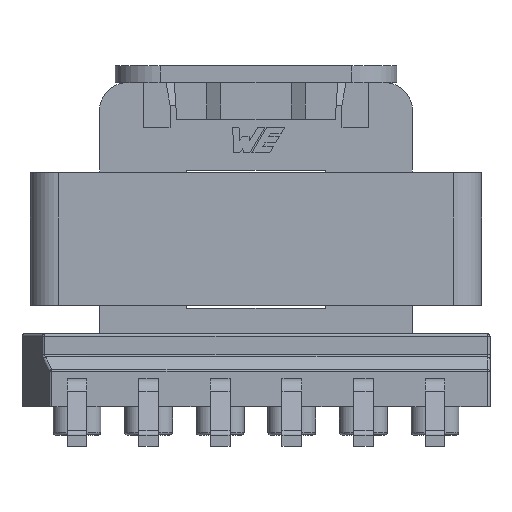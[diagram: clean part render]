
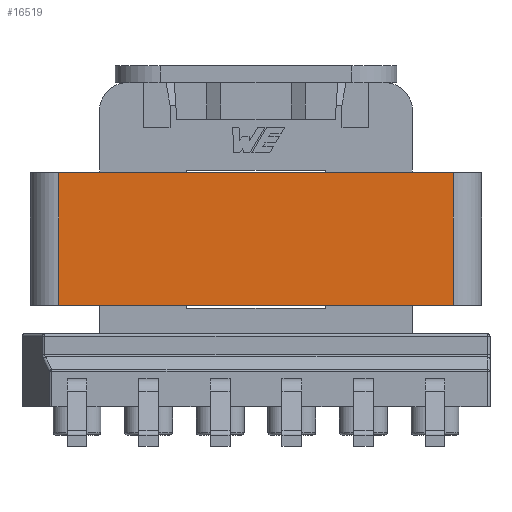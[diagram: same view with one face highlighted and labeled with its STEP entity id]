
A CAD part, left-side view. The second image highlights one B-rep face of the part: STEP entity #16519.
In plain terms, the highlighted face is planar.
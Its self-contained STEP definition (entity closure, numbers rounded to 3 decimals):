
#1004=LINE('',#22997,#2187);
#1006=LINE('',#23003,#2189);
#1010=LINE('',#23012,#2193);
#1011=LINE('',#23014,#2194);
#2187=VECTOR('',#18819,1000.);
#2189=VECTOR('',#18825,1000.);
#2193=VECTOR('',#18833,1000.);
#2194=VECTOR('',#18834,1000.);
#3939=ORIENTED_EDGE('',*,*,#7129,.F.);
#3940=ORIENTED_EDGE('',*,*,#7130,.T.);
#3941=ORIENTED_EDGE('',*,*,#7124,.T.);
#3942=ORIENTED_EDGE('',*,*,#7121,.F.);
#7121=EDGE_CURVE('',#8772,#8774,#1004,.T.);
#7124=EDGE_CURVE('',#8776,#8774,#1006,.T.);
#7129=EDGE_CURVE('',#8779,#8772,#1010,.T.);
#7130=EDGE_CURVE('',#8779,#8776,#1011,.T.);
#8772=VERTEX_POINT('',#22995);
#8774=VERTEX_POINT('',#22998);
#8776=VERTEX_POINT('',#23004);
#8779=VERTEX_POINT('',#23013);
#9942=EDGE_LOOP('',(#3939,#3940,#3941,#3942));
#10670=FACE_BOUND('',#9942,.T.);
#11369=PLANE('',#17258);
#16519=ADVANCED_FACE('',(#10670),#11369,.F.);
#17258=AXIS2_PLACEMENT_3D('',#23011,#18831,#18832);
#18819=DIRECTION('',(0.,0.,-1.));
#18825=DIRECTION('',(1.,0.,0.));
#18831=DIRECTION('',(0.,1.,0.));
#18832=DIRECTION('',(-1.,0.,0.));
#18833=DIRECTION('',(1.,0.,0.));
#18834=DIRECTION('',(0.,0.,-1.));
#22995=CARTESIAN_POINT('',(7.,-8.2,2.35));
#22997=CARTESIAN_POINT('',(7.,-8.2,2.35));
#22998=CARTESIAN_POINT('',(7.,-8.2,-2.35));
#23003=CARTESIAN_POINT('',(-8.,-8.2,-2.35));
#23004=CARTESIAN_POINT('',(-7.,-8.2,-2.35));
#23011=CARTESIAN_POINT('',(-8.,-8.2,2.35));
#23012=CARTESIAN_POINT('',(-8.,-8.2,2.35));
#23013=CARTESIAN_POINT('',(-7.,-8.2,2.35));
#23014=CARTESIAN_POINT('',(-7.,-8.2,2.35));
